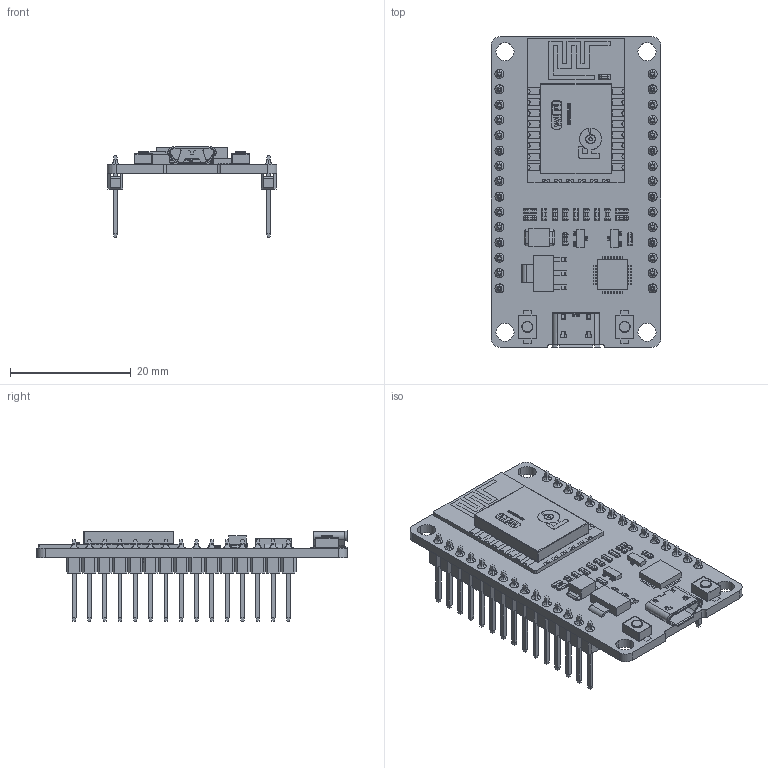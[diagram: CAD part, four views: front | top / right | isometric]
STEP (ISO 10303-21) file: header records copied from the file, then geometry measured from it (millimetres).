
FILE_DESCRIPTION((''),'2;1');
FILE_NAME('ESP32_DEV_KIT_V1_ASM','2023-02-25T13:33:13',('ges'),('Digital ModelMasters, Inc.'),'CREO PARAMETRIC BY PTC INC, 2019344','CREO PARAMETRIC BY PTC INC, 2019344','');
FILE_SCHEMA(('CONFIG_CONTROL_DESIGN','SHAPE_APPEARANCE_LAYERS_GROUPS'));
Length unit declared in the file: millimetre
Products named in the file (15): PCB; PIN; WIFI_CARD_2; RECTANGULARCHIP_2; MICROCHIP_2; TANCHIP_2; TRANSISTOR_3-LEG_2; RESISTOR1_2; RESISTOR2-32_2; TRANSISTOR_3-LEG2_2; BUTTONFLASH-13_2; BUTTONFLASH-14_2; BUTTON_R_ASM; USB_SOCKET_2; ESP32_DEV_KIT_V1_ASM
Assembly tree (55 placements, depth 3):
  ESP32_DEV_KIT_V1_ASM
    PCB
    PIN  x30
    WIFI_CARD_2
    RECTANGULARCHIP_2
    MICROCHIP_2
    TANCHIP_2
    TRANSISTOR_3-LEG_2
    RESISTOR1_2  x11
    RESISTOR2-32_2  x2
    TRANSISTOR_3-LEG2_2
    BUTTON_R_ASM  x2
      BUTTONFLASH-13_2
      BUTTONFLASH-14_2
    USB_SOCKET_2
Bounding box: 28.15 x 51.5 x 15.01 mm (x, y, z)
Volume: 3532.3 mm3; surface area: 6863.9 mm2
Topology: 55 solids, 57 shells, 3825 faces, 10486 edges, 6901 vertices
Faces by surface type: plane 2379, cylinder 711, bspline 295, torus 243, extrusion 97, sphere 95, cone 4, revolution 1
Entity records: 40843 total; most frequent: CARTESIAN_POINT 11409, ORIENTED_EDGE 7612, EDGE_CURVE 3806, VERTEX_POINT 2554, LINE 2043, AXIS2_PLACEMENT_3D 1878, STYLED_ITEM 1572, EDGE_LOOP 1426
